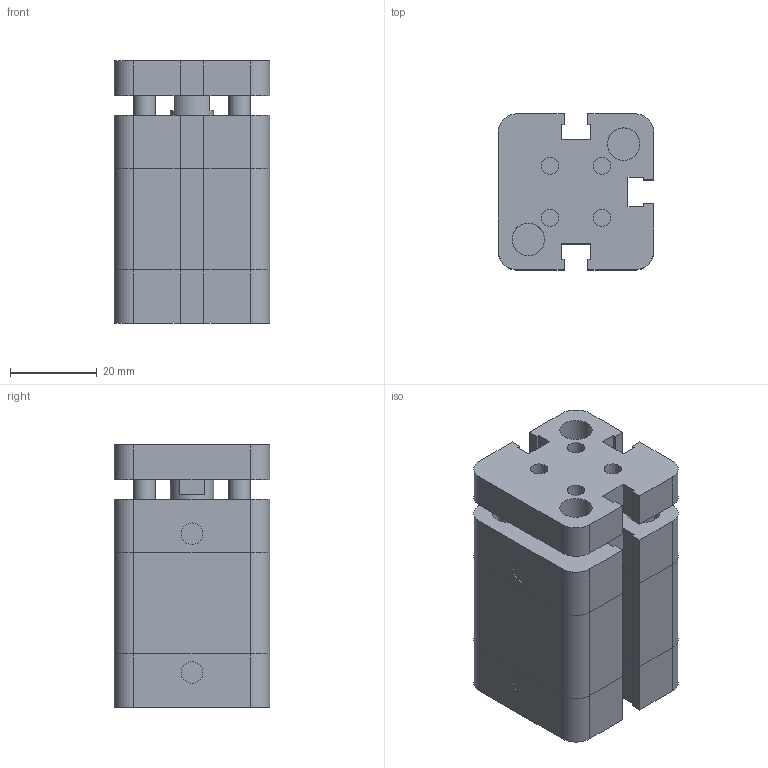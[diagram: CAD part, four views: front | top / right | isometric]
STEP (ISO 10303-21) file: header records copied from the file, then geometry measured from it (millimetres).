
FILE_DESCRIPTION(/* description */ (''),/* implementation_level */ '2;1');
FILE_NAME(/* name */ 'nxda_20-10.stp',/* time_stamp */ '2017-02-07T16:15:02+01:00',/* author */ ('hamoud'),/* organization */ (''),/* preprocessor_version */ 'ST-DEVELOPER v15.6',/* originating_system */ 'Autodesk Inventor LT ',/* authorisation */ '');
FILE_SCHEMA (('AUTOMOTIVE_DESIGN { 1 0 10303 214 3 1 1 }'));
Length unit declared in the file: millimetre
Products named in the file (1): NXD-020-010-220-Airtec
Bounding box: 36 x 36 x 60.5 mm (x, y, z)
Volume: 63750.7 mm3; surface area: 23600.4 mm2
Topology: 5 solids, 5 shells, 176 faces, 471 edges, 314 vertices
Faces by surface type: plane 135, cylinder 40, cone 1
Full cylindrical faces by diameter (mm): 4 x4, 4.2 x4, 5 x7, 6 x1, 7.5 x6, 10 x1, 10.5 x1
Entity records: 5378 total; most frequent: CARTESIAN_POINT 931, ORIENTED_EDGE 886, DIRECTION 880, EDGE_CURVE 443, LINE 360, VECTOR 360, VERTEX_POINT 311, AXIS2_PLACEMENT_3D 260
